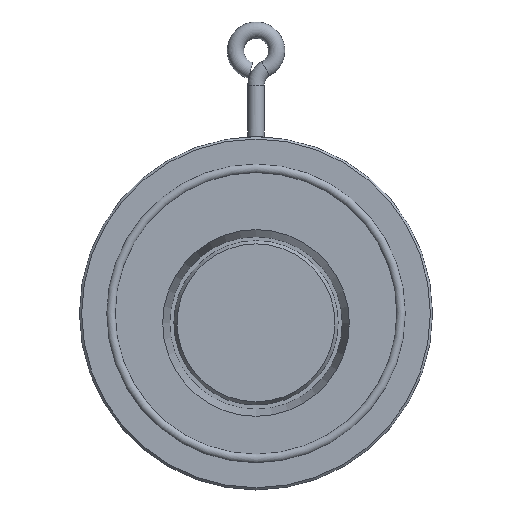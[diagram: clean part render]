
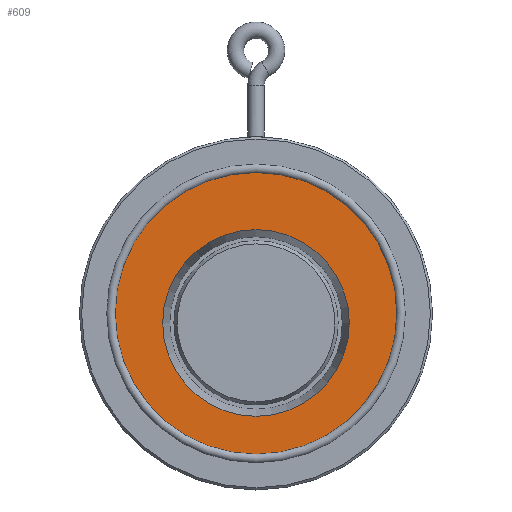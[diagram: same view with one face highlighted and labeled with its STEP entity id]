
A CAD part, top view. The second image highlights one B-rep face of the part: STEP entity #609.
In plain terms, the highlighted planar face has unit normal (0, 0, 1).
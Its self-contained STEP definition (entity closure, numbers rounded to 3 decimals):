
#37 = AXIS2_PLACEMENT_3D ( 'NONE', #321, #88, #428 ) ;
#44 = CARTESIAN_POINT ( 'NONE',  ( 0., 0., 0. ) ) ;
#71 = DIRECTION ( 'NONE',  ( 0., 0., -1. ) ) ;
#76 = VERTEX_POINT ( 'NONE', #421 ) ;
#77 = EDGE_CURVE ( 'NONE', #76, #76, #636, .T. ) ;
#88 = DIRECTION ( 'NONE',  ( 0., 0., 1. ) ) ;
#100 = EDGE_LOOP ( 'NONE', ( #153 ) ) ;
#153 = ORIENTED_EDGE ( 'NONE', *, *, #301, .F. ) ;
#156 = EDGE_LOOP ( 'NONE', ( #483 ) ) ;
#173 = AXIS2_PLACEMENT_3D ( 'NONE', #564, #473, #586 ) ;
#223 = CARTESIAN_POINT ( 'NONE',  ( 0., -37.599, 0. ) ) ;
#301 = EDGE_CURVE ( 'NONE', #606, #606, #498, .T. ) ;
#321 = CARTESIAN_POINT ( 'NONE',  ( 0., 0., 0. ) ) ;
#342 = AXIS2_PLACEMENT_3D ( 'NONE', #44, #71, #553 ) ;
#360 = FACE_OUTER_BOUND ( 'NONE', #156, .T. ) ;
#404 = FACE_BOUND ( 'NONE', #100, .T. ) ;
#421 = CARTESIAN_POINT ( 'NONE',  ( 51.47, 0., 0. ) ) ;
#428 = DIRECTION ( 'NONE',  ( 1., 0., 0. ) ) ;
#473 = DIRECTION ( 'NONE',  ( 0., 0., 1. ) ) ;
#483 = ORIENTED_EDGE ( 'NONE', *, *, #77, .T. ) ;
#498 = CIRCLE ( 'NONE', #173, 34.099 ) ;
#524 = PLANE ( 'NONE',  #342 ) ;
#553 = DIRECTION ( 'NONE',  ( -1., 0., 0. ) ) ;
#564 = CARTESIAN_POINT ( 'NONE',  ( 0., -3.5, 0. ) ) ;
#586 = DIRECTION ( 'NONE',  ( 0., -1., 0. ) ) ;
#606 = VERTEX_POINT ( 'NONE', #223 ) ;
#609 = ADVANCED_FACE ( 'NONE', ( #404, #360 ), #524, .F. ) ;
#636 = CIRCLE ( 'NONE', #37, 51.47 ) ;
